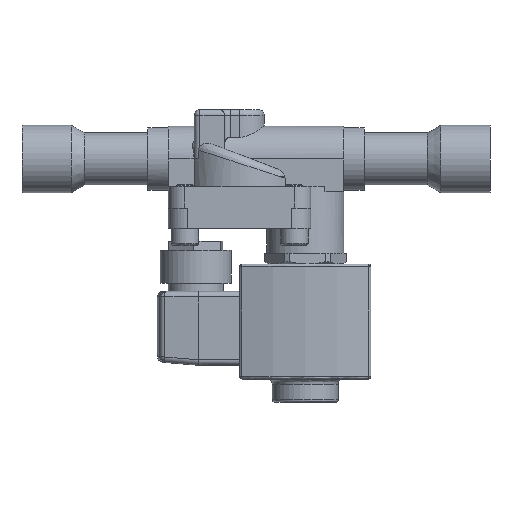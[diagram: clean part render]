
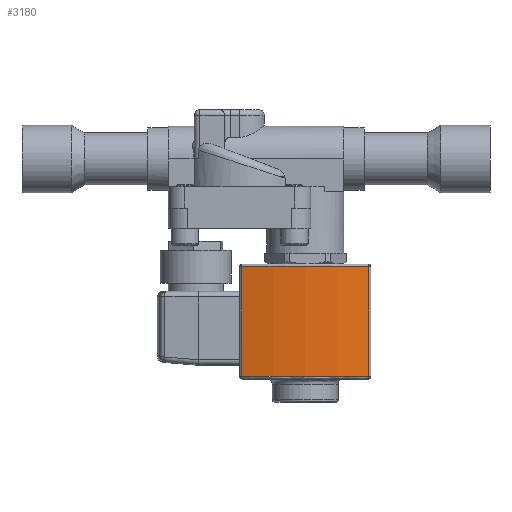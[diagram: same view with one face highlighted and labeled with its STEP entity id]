
A CAD part, front view. The second image highlights one B-rep face of the part: STEP entity #3180.
In plain terms, the highlighted cylindrical face has radius 82 mm (diameter 164 mm), a partial arc.
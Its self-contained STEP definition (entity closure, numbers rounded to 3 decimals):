
#2206=CARTESIAN_POINT('',(-5.792,62.188,50.8));
#2207=VERTEX_POINT('',#2206);
#2215=CARTESIAN_POINT('',(-5.792,62.188,10.8));
#2216=VERTEX_POINT('',#2215);
#2217=CARTESIAN_POINT('',(-5.792,62.188,50.8));
#2218=DIRECTION('',(0.,-0.,-1.));
#2219=VECTOR('',#2218,40.);
#2220=LINE('',#2217,#2219);
#2221=EDGE_CURVE('NONE',#2207,#2216,#2220,.T.);
#2447=CARTESIAN_POINT('',(-52.36,62.188,50.8));
#2448=VERTEX_POINT('',#2447);
#2477=CARTESIAN_POINT('',(-29.076,140.813,50.8));
#2478=DIRECTION('',(-0.,0.,1.));
#2479=DIRECTION('',(-1.,-0.,-0.));
#2480=AXIS2_PLACEMENT_3D('',#2477,#2478,#2479);
#2481=CIRCLE('',#2480,82.);
#2482=EDGE_CURVE('NONE',#2448,#2207,#2481,.T.);
#2965=CARTESIAN_POINT('',(-52.36,62.188,10.8));
#2966=VERTEX_POINT('',#2965);
#2974=CARTESIAN_POINT('',(-52.36,62.188,10.8));
#2975=DIRECTION('',(-0.,0.,1.));
#2976=VECTOR('',#2975,40.);
#2977=LINE('',#2974,#2976);
#2978=EDGE_CURVE('NONE',#2966,#2448,#2977,.T.);
#3082=CARTESIAN_POINT('',(-29.076,140.813,10.8));
#3083=DIRECTION('',(0.,-0.,-1.));
#3084=DIRECTION('',(-1.,-0.,-0.));
#3085=AXIS2_PLACEMENT_3D('',#3082,#3083,#3084);
#3086=CIRCLE('',#3085,82.);
#3087=EDGE_CURVE('NONE',#2216,#2966,#3086,.T.);
#3169=CARTESIAN_POINT('',(-29.076,140.813,51.8));
#3170=DIRECTION('',(0.,-0.,-1.));
#3171=DIRECTION('',(-1.,-0.,-0.));
#3172=AXIS2_PLACEMENT_3D('',#3169,#3170,#3171);
#3173=CYLINDRICAL_SURFACE('',#3172,82.);
#3174=ORIENTED_EDGE('',*,*,#2978,.F.);
#3175=ORIENTED_EDGE('',*,*,#3087,.F.);
#3176=ORIENTED_EDGE('',*,*,#2221,.F.);
#3177=ORIENTED_EDGE('',*,*,#2482,.F.);
#3178=EDGE_LOOP('',(#3174,#3175,#3176,#3177));
#3179=FACE_BOUND('',#3178,.T.);
#3180=ADVANCED_FACE('NONE',(#3179),#3173,.T.);
